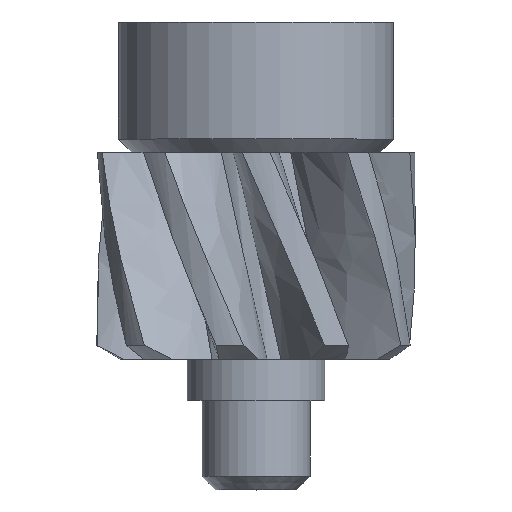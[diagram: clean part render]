
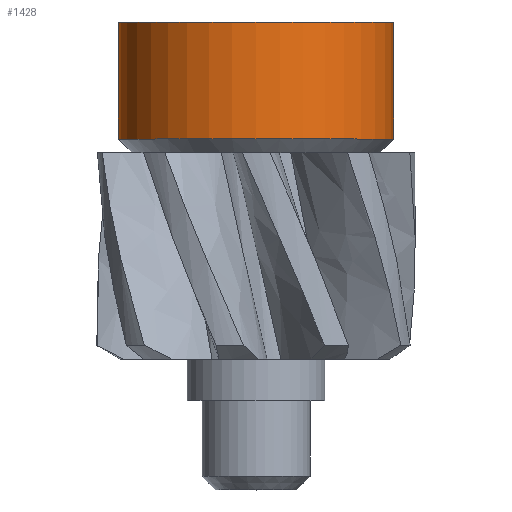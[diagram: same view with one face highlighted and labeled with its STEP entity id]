
A CAD part, top view. The second image highlights one B-rep face of the part: STEP entity #1428.
In plain terms, the highlighted cylindrical face has radius 10 mm (diameter 20 mm), a full revolution.
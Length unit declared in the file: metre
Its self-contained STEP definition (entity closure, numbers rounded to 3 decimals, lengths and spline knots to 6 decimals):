
#144=B_SPLINE_CURVE_WITH_KNOTS('',3,(#2076,#2077,#2078,#2079,#2080,#2081,
#2082,#2083,#2084,#2085,#2086),.UNSPECIFIED.,.T.,.F.,(1,1,1,1,1,1,1,1,1,
1,1,1,1,1,1),(-0.003757,-0.002505,-0.001252,
0.,0.001252,0.002505,0.003757,0.005009,
0.006261,0.007514,0.008766,0.010018,
0.011271,0.012523,0.013775),.UNSPECIFIED.);
#301=ORIENTED_EDGE('',*,*,#753,.T.);
#302=ORIENTED_EDGE('',*,*,#754,.F.);
#303=ORIENTED_EDGE('',*,*,#752,.T.);
#752=EDGE_CURVE('',#980,#980,#1124,.T.);
#753=EDGE_CURVE('',#981,#981,#144,.T.);
#754=EDGE_CURVE('',#982,#982,#1125,.T.);
#980=VERTEX_POINT('',#2074);
#981=VERTEX_POINT('',#2087);
#982=VERTEX_POINT('',#2089);
#1124=CIRCLE('',#1538,0.01);
#1125=CIRCLE('',#1540,0.01);
#1195=EDGE_LOOP('',(#301));
#1196=EDGE_LOOP('',(#302));
#1197=EDGE_LOOP('',(#303));
#1301=FACE_BOUND('',#1195,.T.);
#1302=FACE_BOUND('',#1196,.T.);
#1303=FACE_BOUND('',#1197,.T.);
#1400=CYLINDRICAL_SURFACE('',#1539,0.01);
#1428=ADVANCED_FACE('',(#1301,#1302,#1303),#1400,.T.);
#1538=AXIS2_PLACEMENT_3D('',#2073,#1720,#1721);
#1539=AXIS2_PLACEMENT_3D('',#2075,#1722,#1723);
#1540=AXIS2_PLACEMENT_3D('',#2088,#1724,#1725);
#1720=DIRECTION('',(0.,-1.,0.));
#1721=DIRECTION('',(-1.,0.,0.));
#1722=DIRECTION('',(0.,1.,0.));
#1723=DIRECTION('',(-1.,0.,0.));
#1724=DIRECTION('',(0.,-1.,0.));
#1725=DIRECTION('',(-0.985,0.,-0.174));
#2073=CARTESIAN_POINT('',(0.,0.0095,0.));
#2074=CARTESIAN_POINT('',(-0.01,0.0095,0.));
#2075=CARTESIAN_POINT('',(0.,0.,0.));
#2076=CARTESIAN_POINT('',(-0.001253,0.007755,-0.009936));
#2077=CARTESIAN_POINT('',(-0.001773,0.0065,-0.009839));
#2078=CARTESIAN_POINT('',(-0.001253,0.005246,-0.009936));
#2079=CARTESIAN_POINT('',(-0.000002,0.004727,-0.010032));
#2080=CARTESIAN_POINT('',(0.001253,0.005245,-0.009936));
#2081=CARTESIAN_POINT('',(0.001773,0.0065,-0.009839));
#2082=CARTESIAN_POINT('',(0.001253,0.007754,-0.009936));
#2083=CARTESIAN_POINT('',(0.000002,0.008273,-0.010032));
#2084=CARTESIAN_POINT('',(-0.001253,0.007755,-0.009936));
#2085=CARTESIAN_POINT('',(-0.001773,0.0065,-0.009839));
#2086=CARTESIAN_POINT('',(-0.001253,0.005246,-0.009936));
#2087=CARTESIAN_POINT('',(-0.0016,0.0065,-0.009871));
#2088=CARTESIAN_POINT('',(0.,0.001,0.));
#2089=CARTESIAN_POINT('',(-0.009848,0.001,-0.001736));
